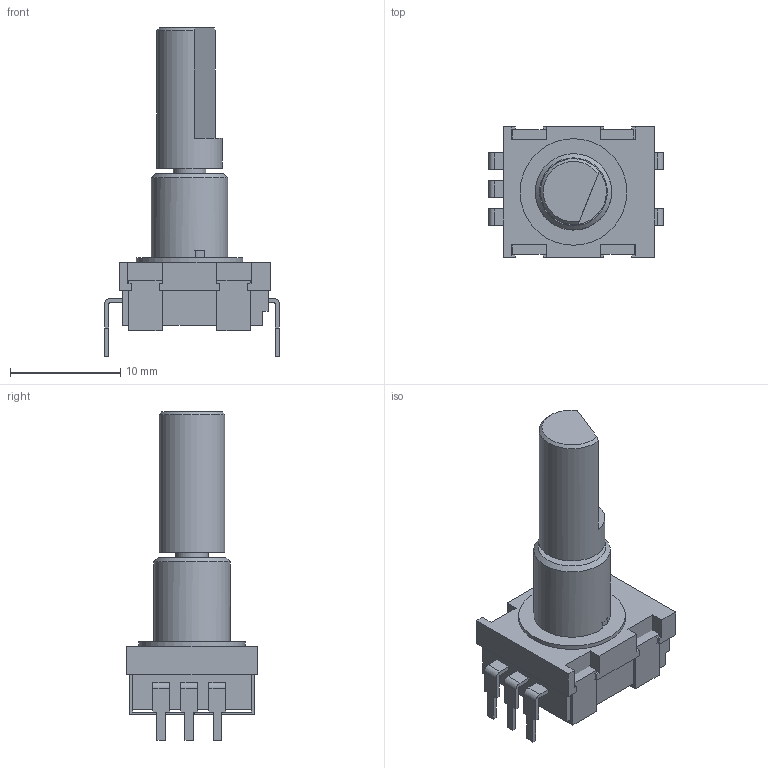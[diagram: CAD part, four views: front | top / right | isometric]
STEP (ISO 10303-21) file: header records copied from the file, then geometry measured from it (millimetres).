
FILE_DESCRIPTION(/* description */ (''),/* implementation_level */ '2;1');
FILE_NAME(/* name */ 'Rotary Encoder without pcb Assembly.stp',/* time_stamp */ '2017-06-10T11:08:04-05:00',/* author */ ('Tom'),/* organization */ (''),/* preprocessor_version */ 'ST-DEVELOPER v16.1',/* originating_system */ 'Autodesk Inventor 2016',/* authorisation */ '');
FILE_SCHEMA (('AUTOMOTIVE_DESIGN { 1 0 10303 214 3 1 1 }'));
Length unit declared in the file: inch
Products named in the file (6): mtg flange; body_encoder; body_2; pins_encoder body_2; shaft_encoder; Rotary Encoder without pcb Assembly
Assembly tree (12 placements, depth 2):
  Rotary Encoder without pcb Assembly
    mtg flange
    body_encoder
    body_2  x4
    pins_encoder body_2  x5
    shaft_encoder
Bounding box: 15.85 x 11.79 x 29.72 mm (x, y, z)
Volume: 1486.7 mm3; surface area: 1801.4 mm2
Topology: 12 solids, 12 shells, 174 faces, 510 edges, 433 vertices
Faces by surface type: plane 155, cylinder 17, cone 2
Full cylindrical faces by diameter (mm): 2.972 x1, 2.997 x1, 5.969 x1, 6.909 x1, 9.652 x1
Entity records: 2916 total; most frequent: CARTESIAN_POINT 515, DIRECTION 466, ORIENTED_EDGE 432, EDGE_CURVE 216, LINE 202, VECTOR 202, VERTEX_POINT 147, AXIS2_PLACEMENT_3D 132
